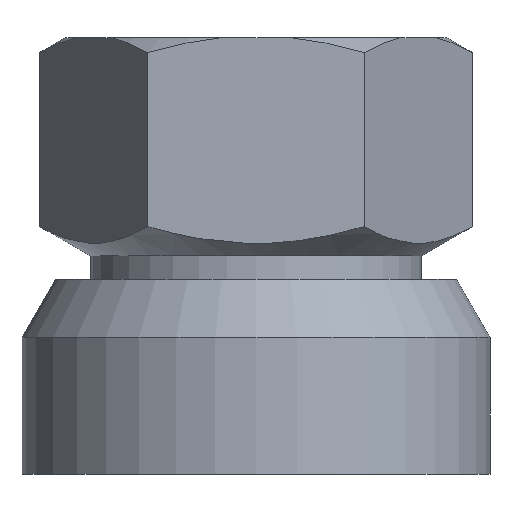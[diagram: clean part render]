
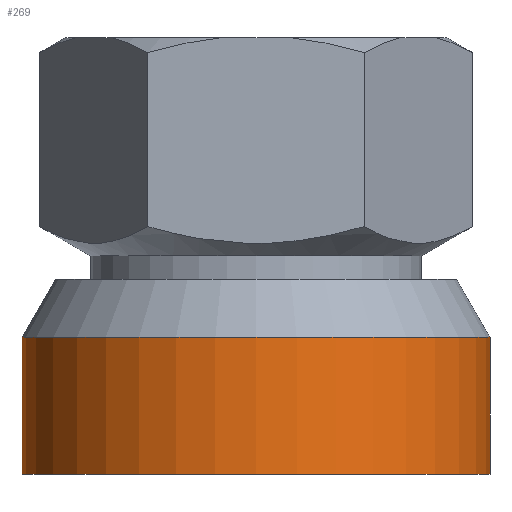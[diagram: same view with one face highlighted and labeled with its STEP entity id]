
A CAD part, front view. The second image highlights one B-rep face of the part: STEP entity #269.
In plain terms, the highlighted cylindrical face has radius 15 mm (diameter 30 mm), a partial arc.
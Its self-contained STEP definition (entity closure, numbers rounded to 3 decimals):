
#269=ADVANCED_FACE('',(#725),#726,.T.);
#319=EDGE_CURVE('',#375,#327,#780,.T.);
#321=EDGE_CURVE('',#335,#327,#782,.T.);
#327=VERTEX_POINT('',#788);
#331=EDGE_CURVE('',#335,#403,#792,.T.);
#335=VERTEX_POINT('',#797);
#355=EDGE_CURVE('',#403,#375,#818,.T.);
#375=VERTEX_POINT('',#840);
#403=VERTEX_POINT('',#871);
#725=FACE_OUTER_BOUND('',#1255,.T.);
#726=CYLINDRICAL_SURFACE('',#1256,15.0);
#780=LINE('',#1351,#1352);
#782=CIRCLE('',#1355,15.0);
#788=CARTESIAN_POINT('',(15.0,0.,0.));
#792=LINE('',#1377,#1378);
#797=CARTESIAN_POINT('',(-15.,0.,0.));
#818=CIRCLE('',#1412,15.0);
#840=CARTESIAN_POINT('',(15.0,0.,8.776));
#871=CARTESIAN_POINT('',(-15.,0.,8.776));
#1255=EDGE_LOOP('',(#2015,#2016,#2017,#2018));
#1256=AXIS2_PLACEMENT_3D('',#2019,#2020,#2021);
#1351=CARTESIAN_POINT('',(15.0,0.,4.388));
#1352=VECTOR('',#2085,1.0);
#1355=AXIS2_PLACEMENT_3D('',#2086,#2087,#2088);
#1377=CARTESIAN_POINT('',(-15.,0.,4.388));
#1378=VECTOR('',#2092,1.0);
#1412=AXIS2_PLACEMENT_3D('',#2114,#2115,#2116);
#2015=ORIENTED_EDGE('',*,*,#331,.F.);
#2016=ORIENTED_EDGE('',*,*,#321,.T.);
#2017=ORIENTED_EDGE('',*,*,#319,.F.);
#2018=ORIENTED_EDGE('',*,*,#355,.F.);
#2019=CARTESIAN_POINT('',(0.,0.,4.388));
#2020=DIRECTION('',(0.,0.,-1.0));
#2021=DIRECTION('',(-1.0,0.,0.));
#2085=DIRECTION('',(0.,0.,-1.0));
#2086=CARTESIAN_POINT('',(0.,0.,0.));
#2087=DIRECTION('',(0.,0.,1.0));
#2088=DIRECTION('',(-1.0,0.,0.));
#2092=DIRECTION('',(0.,0.,1.0));
#2114=CARTESIAN_POINT('',(0.,0.,8.776));
#2115=DIRECTION('',(0.,0.,1.0));
#2116=DIRECTION('',(-1.0,0.,0.));
